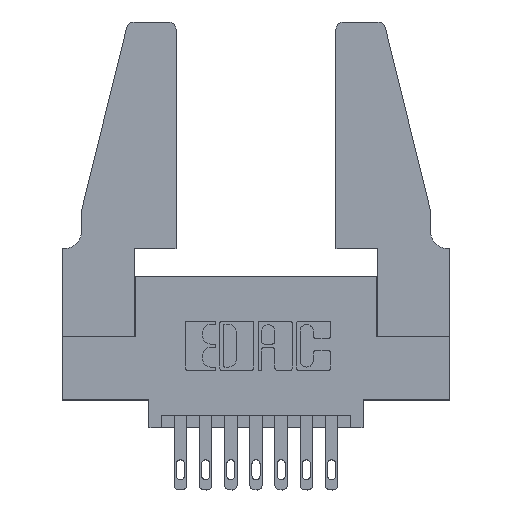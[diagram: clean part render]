
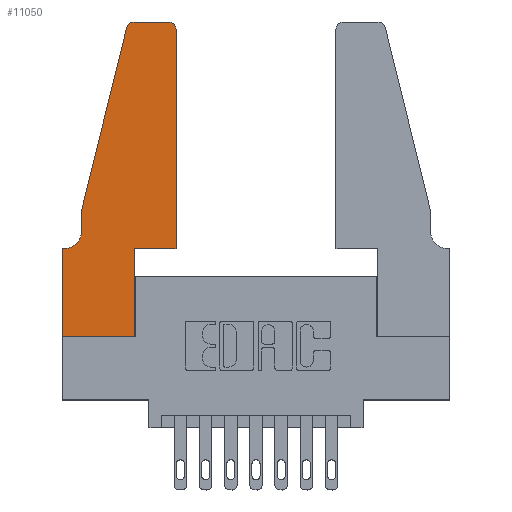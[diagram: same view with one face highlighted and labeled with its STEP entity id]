
A CAD part, top view. The second image highlights one B-rep face of the part: STEP entity #11050.
In plain terms, the highlighted planar face has unit normal (0, 0, 1).
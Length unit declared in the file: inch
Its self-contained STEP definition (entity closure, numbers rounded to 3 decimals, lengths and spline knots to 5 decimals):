
#134 = CARTESIAN_POINT ( 'NONE',  ( 0.4205, 1.25, 0.37 ) ) ;
#180 = VERTEX_POINT ( 'NONE', #134 ) ;
#217 = EDGE_CURVE ( 'NONE', #1364, #4118, #1735, .T. ) ;
#232 = AXIS2_PLACEMENT_3D ( 'NONE', #9146, #6138, #4397 ) ;
#316 = DIRECTION ( 'NONE',  ( -1., 0., 0. ) ) ;
#360 = AXIS2_PLACEMENT_3D ( 'NONE', #1911, #9434, #3746 ) ;
#590 = VECTOR ( 'NONE', #316, 39.37008 ) ;
#798 = LINE ( 'NONE', #8157, #5883 ) ;
#908 = VECTOR ( 'NONE', #11626, 39.37008 ) ;
#955 = DIRECTION ( 'NONE',  ( -0.239, -0.971, 0. ) ) ;
#1165 = ORIENTED_EDGE ( 'NONE', *, *, #12323, .T. ) ;
#1183 = CARTESIAN_POINT ( 'NONE',  ( 0., 0., 0.37 ) ) ;
#1247 = CARTESIAN_POINT ( 'NONE',  ( 0.2605, 1.25, 0.37 ) ) ;
#1364 = VERTEX_POINT ( 'NONE', #8646 ) ;
#1465 = CARTESIAN_POINT ( 'NONE',  ( 0.4505, 0.35, 0.37 ) ) ;
#1510 = LINE ( 'NONE', #1247, #590 ) ;
#1518 = LINE ( 'NONE', #3423, #11398 ) ;
#1735 = LINE ( 'NONE', #8784, #11313 ) ;
#1911 = CARTESIAN_POINT ( 'NONE',  ( 0., 0.35, 0.37 ) ) ;
#2039 = ORIENTED_EDGE ( 'NONE', *, *, #3390, .T. ) ;
#2098 = CARTESIAN_POINT ( 'NONE',  ( 0.4505, 1.22, 0.37 ) ) ;
#2177 = VECTOR ( 'NONE', #9409, 39.37008 ) ;
#2611 = VERTEX_POINT ( 'NONE', #7135 ) ;
#2694 = CARTESIAN_POINT ( 'NONE',  ( 0.0755, 0.5, 0.37 ) ) ;
#2779 = PLANE ( 'NONE',  #360 ) ;
#2793 = VERTEX_POINT ( 'NONE', #8490 ) ;
#2876 = CARTESIAN_POINT ( 'NONE',  ( 0.0755, 0.35, 0.37 ) ) ;
#3217 = DIRECTION ( 'NONE',  ( 1., 0., 0. ) ) ;
#3286 = LINE ( 'NONE', #6815, #908 ) ;
#3390 = EDGE_CURVE ( 'NONE', #180, #10721, #1510, .T. ) ;
#3423 = CARTESIAN_POINT ( 'NONE',  ( 0.0755, 0.5, 0.37 ) ) ;
#3443 = AXIS2_PLACEMENT_3D ( 'NONE', #4751, #6650, #8563 ) ;
#3630 = LINE ( 'NONE', #6126, #5562 ) ;
#3746 = DIRECTION ( 'NONE',  ( 1., 0., 0. ) ) ;
#3877 = VECTOR ( 'NONE', #10054, 39.37008 ) ;
#4118 = VERTEX_POINT ( 'NONE', #1465 ) ;
#4397 = DIRECTION ( 'NONE',  ( 1., 0., 0. ) ) ;
#4412 = ORIENTED_EDGE ( 'NONE', *, *, #11001, .T. ) ;
#4503 = EDGE_CURVE ( 'NONE', #2611, #1364, #3286, .T. ) ;
#4612 = CARTESIAN_POINT ( 'NONE',  ( 0., 0., 0.37 ) ) ;
#4740 = ORIENTED_EDGE ( 'NONE', *, *, #5140, .T. ) ;
#4751 = CARTESIAN_POINT ( 'NONE',  ( 0.4205, 1.22, 0.37 ) ) ;
#4762 = DIRECTION ( 'NONE',  ( -1., 0., 0. ) ) ;
#5140 = EDGE_CURVE ( 'NONE', #10721, #11200, #11954, .T. ) ;
#5189 = LINE ( 'NONE', #10338, #11030 ) ;
#5199 = EDGE_CURVE ( 'NONE', #11221, #180, #8620, .T. ) ;
#5562 = VECTOR ( 'NONE', #3217, 39.37008 ) ;
#5644 = VERTEX_POINT ( 'NONE', #1183 ) ;
#5883 = VECTOR ( 'NONE', #9118, 39.37008 ) ;
#6017 = EDGE_CURVE ( 'NONE', #9319, #5644, #8024, .T. ) ;
#6126 = CARTESIAN_POINT ( 'NONE',  ( 0., 0., 0.37 ) ) ;
#6138 = DIRECTION ( 'NONE',  ( 0., 0., 1. ) ) ;
#6437 = AXIS2_PLACEMENT_3D ( 'NONE', #8689, #10512, #4762 ) ;
#6582 = EDGE_CURVE ( 'NONE', #10586, #9319, #7546, .T. ) ;
#6650 = DIRECTION ( 'NONE',  ( 0., 0., 1. ) ) ;
#6720 = ORIENTED_EDGE ( 'NONE', *, *, #6582, .T. ) ;
#6815 = CARTESIAN_POINT ( 'NONE',  ( 0.2865, 0.35, 0.37 ) ) ;
#7135 = CARTESIAN_POINT ( 'NONE',  ( 0.2865, 0., 0.37 ) ) ;
#7546 = LINE ( 'NONE', #2876, #2177 ) ;
#7929 = CARTESIAN_POINT ( 'NONE',  ( 0.0055, 0.35, 0.37 ) ) ;
#7953 = ORIENTED_EDGE ( 'NONE', *, *, #6017, .T. ) ;
#8024 = LINE ( 'NONE', #4612, #3877 ) ;
#8157 = CARTESIAN_POINT ( 'NONE',  ( 0.4505, 0.35, 0.37 ) ) ;
#8490 = CARTESIAN_POINT ( 'NONE',  ( 0.0755, 0.42, 0.37 ) ) ;
#8563 = DIRECTION ( 'NONE',  ( 1., 0., 0. ) ) ;
#8620 = CIRCLE ( 'NONE', #3443, 0.03 ) ;
#8646 = CARTESIAN_POINT ( 'NONE',  ( 0.2865, 0.35, 0.37 ) ) ;
#8689 = CARTESIAN_POINT ( 'NONE',  ( 0.0055, 0.42, 0.37 ) ) ;
#8784 = CARTESIAN_POINT ( 'NONE',  ( 0.4505, 0.35, 0.37 ) ) ;
#8866 = EDGE_CURVE ( 'NONE', #4118, #11221, #798, .T. ) ;
#9044 = EDGE_CURVE ( 'NONE', #5644, #2611, #3630, .T. ) ;
#9118 = DIRECTION ( 'NONE',  ( 0., 1., 0. ) ) ;
#9146 = CARTESIAN_POINT ( 'NONE',  ( 0.284, 1.22, 0.37 ) ) ;
#9247 = EDGE_LOOP ( 'NONE', ( #2039, #4740, #4412, #10013, #1165, #6720, #7953, #9507, #9738, #9450, #11039, #10729 ) ) ;
#9319 = VERTEX_POINT ( 'NONE', #9424 ) ;
#9377 = EDGE_CURVE ( 'NONE', #10989, #2793, #1518, .T. ) ;
#9409 = DIRECTION ( 'NONE',  ( -1., 0., 0. ) ) ;
#9424 = CARTESIAN_POINT ( 'NONE',  ( 0., 0.35, 0.37 ) ) ;
#9434 = DIRECTION ( 'NONE',  ( 0., 0., 1. ) ) ;
#9450 = ORIENTED_EDGE ( 'NONE', *, *, #217, .T. ) ;
#9507 = ORIENTED_EDGE ( 'NONE', *, *, #9044, .T. ) ;
#9688 = DIRECTION ( 'NONE',  ( 1., 0., 0. ) ) ;
#9738 = ORIENTED_EDGE ( 'NONE', *, *, #4503, .T. ) ;
#9858 = CIRCLE ( 'NONE', #6437, 0.07 ) ;
#10013 = ORIENTED_EDGE ( 'NONE', *, *, #9377, .T. ) ;
#10054 = DIRECTION ( 'NONE',  ( 0., -1., 0. ) ) ;
#10260 = FACE_OUTER_BOUND ( 'NONE', #9247, .T. ) ;
#10338 = CARTESIAN_POINT ( 'NONE',  ( 0.0755, 0.5, 0.37 ) ) ;
#10512 = DIRECTION ( 'NONE',  ( 0., 0., -1. ) ) ;
#10586 = VERTEX_POINT ( 'NONE', #7929 ) ;
#10721 = VERTEX_POINT ( 'NONE', #11982 ) ;
#10729 = ORIENTED_EDGE ( 'NONE', *, *, #5199, .T. ) ;
#10989 = VERTEX_POINT ( 'NONE', #2694 ) ;
#11001 = EDGE_CURVE ( 'NONE', #11200, #10989, #5189, .T. ) ;
#11030 = VECTOR ( 'NONE', #955, 39.37008 ) ;
#11039 = ORIENTED_EDGE ( 'NONE', *, *, #8866, .T. ) ;
#11050 = ADVANCED_FACE ( 'NONE', ( #10260 ), #2779, .T. ) ;
#11200 = VERTEX_POINT ( 'NONE', #11618 ) ;
#11221 = VERTEX_POINT ( 'NONE', #2098 ) ;
#11313 = VECTOR ( 'NONE', #9688, 39.37008 ) ;
#11398 = VECTOR ( 'NONE', #11550, 39.37008 ) ;
#11550 = DIRECTION ( 'NONE',  ( 0., -1., 0. ) ) ;
#11618 = CARTESIAN_POINT ( 'NONE',  ( 0.25487, 1.22718, 0.37 ) ) ;
#11626 = DIRECTION ( 'NONE',  ( 0., 1., 0. ) ) ;
#11954 = CIRCLE ( 'NONE', #232, 0.03 ) ;
#11982 = CARTESIAN_POINT ( 'NONE',  ( 0.284, 1.25, 0.37 ) ) ;
#12323 = EDGE_CURVE ( 'NONE', #2793, #10586, #9858, .T. ) ;
